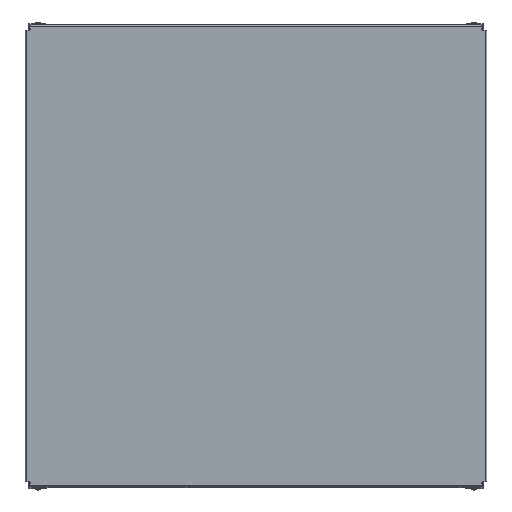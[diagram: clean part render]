
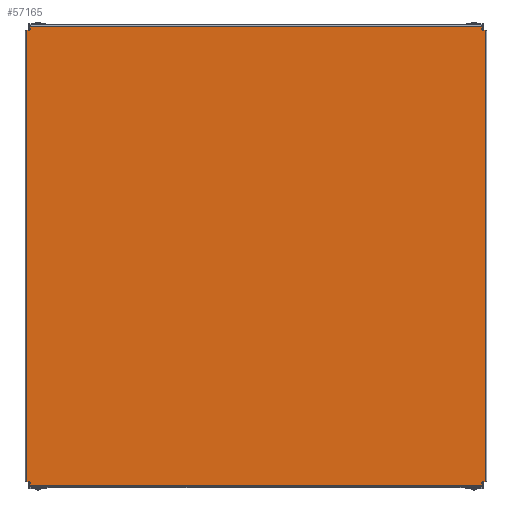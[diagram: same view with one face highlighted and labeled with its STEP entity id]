
A CAD part, top view. The second image highlights one B-rep face of the part: STEP entity #57165.
In plain terms, the highlighted planar face has unit normal (0, 0, 1).
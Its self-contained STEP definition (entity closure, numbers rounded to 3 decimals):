
#232 = VECTOR ( 'NONE', #19542, 39.37 ) ;
#938 = CARTESIAN_POINT ( 'NONE',  ( -12.172, 12.079, 7.472 ) ) ;
#1214 = CARTESIAN_POINT ( 'NONE',  ( 11.951, 11.946, 7.472 ) ) ;
#1248 = PLANE ( 'NONE',  #16487 ) ;
#1274 = DIRECTION ( 'NONE',  ( 0., 0., -1. ) ) ;
#1475 = VECTOR ( 'NONE', #30033, 39.37 ) ;
#1807 = DIRECTION ( 'NONE',  ( 0., -1., 0. ) ) ;
#2491 = EDGE_CURVE ( 'NONE', #51119, #29467, #32956, .T. ) ;
#2959 = EDGE_CURVE ( 'NONE', #19239, #28187, #15160, .T. ) ;
#4571 = EDGE_CURVE ( 'NONE', #54648, #9559, #6565, .T. ) ;
#5445 = DIRECTION ( 'NONE',  ( 1., 0., 0. ) ) ;
#5983 = FACE_OUTER_BOUND ( 'NONE', #56177, .T. ) ;
#6177 = VERTEX_POINT ( 'NONE', #29981 ) ;
#6565 = LINE ( 'NONE', #43540, #232 ) ;
#7308 = VERTEX_POINT ( 'NONE', #34416 ) ;
#8000 = EDGE_CURVE ( 'NONE', #43297, #28187, #17553, .T. ) ;
#8047 = CARTESIAN_POINT ( 'NONE',  ( -11.904, -12.166, 7.472 ) ) ;
#9149 = VECTOR ( 'NONE', #29737, 39.37 ) ;
#9559 = VERTEX_POINT ( 'NONE', #11023 ) ;
#11023 = CARTESIAN_POINT ( 'NONE',  ( -12.086, 11.899, 7.472 ) ) ;
#11400 = CARTESIAN_POINT ( 'NONE',  ( 11.904, 11.946, 7.472 ) ) ;
#11706 = CARTESIAN_POINT ( 'NONE',  ( 11.904, -12.08, 7.472 ) ) ;
#11884 = DIRECTION ( 'NONE',  ( 0., 0., -1. ) ) ;
#12496 = EDGE_CURVE ( 'NONE', #7308, #18509, #12829, .T. ) ;
#12593 = CIRCLE ( 'NONE', #15627, 0.047 ) ;
#12829 = LINE ( 'NONE', #22011, #32565 ) ;
#13104 = DIRECTION ( 'NONE',  ( 0., -1., 0. ) ) ;
#15160 = LINE ( 'NONE', #938, #59279 ) ;
#15627 = AXIS2_PLACEMENT_3D ( 'NONE', #26890, #51530, #18034 ) ;
#16437 = LINE ( 'NONE', #24973, #16618 ) ;
#16487 = AXIS2_PLACEMENT_3D ( 'NONE', #55259, #25254, #21141 ) ;
#16493 = VECTOR ( 'NONE', #5445, 39.37 ) ;
#16618 = VECTOR ( 'NONE', #40128, 39.37 ) ;
#17553 = LINE ( 'NONE', #36830, #22190 ) ;
#17616 = CARTESIAN_POINT ( 'NONE',  ( 12.086, -11.9, 7.472 ) ) ;
#18034 = DIRECTION ( 'NONE',  ( -1., 0., 0. ) ) ;
#18204 = ORIENTED_EDGE ( 'NONE', *, *, #35255, .T. ) ;
#18428 = CIRCLE ( 'NONE', #61979, 0.047 ) ;
#18509 = VERTEX_POINT ( 'NONE', #17616 ) ;
#18969 = ORIENTED_EDGE ( 'NONE', *, *, #8000, .T. ) ;
#19239 = VERTEX_POINT ( 'NONE', #27173 ) ;
#19542 = DIRECTION ( 'NONE',  ( -1., 0., 0. ) ) ;
#20135 = CARTESIAN_POINT ( 'NONE',  ( 11.951, 11.899, 7.472 ) ) ;
#20732 = ORIENTED_EDGE ( 'NONE', *, *, #56085, .T. ) ;
#20798 = CARTESIAN_POINT ( 'NONE',  ( 12.172, 11.899, 7.472 ) ) ;
#20855 = DIRECTION ( 'NONE',  ( -1., 0., 0. ) ) ;
#21141 = DIRECTION ( 'NONE',  ( -1., 0., 0. ) ) ;
#21487 = CARTESIAN_POINT ( 'NONE',  ( -11.904, 12.165, 7.472 ) ) ;
#22011 = CARTESIAN_POINT ( 'NONE',  ( 12.086, 12.079, 7.472 ) ) ;
#22190 = VECTOR ( 'NONE', #32088, 39.37 ) ;
#23501 = VERTEX_POINT ( 'NONE', #60794 ) ;
#24376 = CARTESIAN_POINT ( 'NONE',  ( -12.086, 12.079, 7.472 ) ) ;
#24857 = AXIS2_PLACEMENT_3D ( 'NONE', #1214, #59356, #43563 ) ;
#24973 = CARTESIAN_POINT ( 'NONE',  ( -12.172, -11.9, 7.472 ) ) ;
#25254 = DIRECTION ( 'NONE',  ( 0., 0., -1. ) ) ;
#26890 = CARTESIAN_POINT ( 'NONE',  ( -11.951, 11.946, 7.472 ) ) ;
#26895 = EDGE_CURVE ( 'NONE', #51119, #23501, #34463, .T. ) ;
#27173 = CARTESIAN_POINT ( 'NONE',  ( -11.904, 12.079, 7.472 ) ) ;
#28187 = VERTEX_POINT ( 'NONE', #33231 ) ;
#28222 = CARTESIAN_POINT ( 'NONE',  ( -12.172, -12.08, 7.472 ) ) ;
#28375 = EDGE_CURVE ( 'NONE', #6177, #9559, #29112, .T. ) ;
#28436 = ORIENTED_EDGE ( 'NONE', *, *, #60690, .T. ) ;
#29112 = LINE ( 'NONE', #24376, #55727 ) ;
#29467 = VERTEX_POINT ( 'NONE', #53564 ) ;
#29737 = DIRECTION ( 'NONE',  ( 0., 1., 0. ) ) ;
#29981 = CARTESIAN_POINT ( 'NONE',  ( -12.086, -11.9, 7.472 ) ) ;
#30033 = DIRECTION ( 'NONE',  ( 0., -1., 0. ) ) ;
#31274 = LINE ( 'NONE', #21487, #1475 ) ;
#32088 = DIRECTION ( 'NONE',  ( 0., 1., 0. ) ) ;
#32565 = VECTOR ( 'NONE', #1807, 39.37 ) ;
#32956 = LINE ( 'NONE', #28222, #54308 ) ;
#33231 = CARTESIAN_POINT ( 'NONE',  ( 11.904, 12.079, 7.472 ) ) ;
#34348 = VERTEX_POINT ( 'NONE', #38437 ) ;
#34416 = CARTESIAN_POINT ( 'NONE',  ( 12.086, 11.899, 7.472 ) ) ;
#34463 = LINE ( 'NONE', #59119, #9149 ) ;
#35202 = ORIENTED_EDGE ( 'NONE', *, *, #40360, .T. ) ;
#35255 = EDGE_CURVE ( 'NONE', #7308, #48677, #40380, .T. ) ;
#35781 = CIRCLE ( 'NONE', #52924, 0.047 ) ;
#36648 = ORIENTED_EDGE ( 'NONE', *, *, #55538, .T. ) ;
#36830 = CARTESIAN_POINT ( 'NONE',  ( 11.904, 12.165, 7.472 ) ) ;
#38001 = CARTESIAN_POINT ( 'NONE',  ( -12.172, -11.9, 7.472 ) ) ;
#38311 = LINE ( 'NONE', #38001, #16493 ) ;
#38437 = CARTESIAN_POINT ( 'NONE',  ( 11.951, -11.9, 7.472 ) ) ;
#40092 = ORIENTED_EDGE ( 'NONE', *, *, #28375, .F. ) ;
#40128 = DIRECTION ( 'NONE',  ( 1., 0., 0. ) ) ;
#40358 = EDGE_CURVE ( 'NONE', #23501, #34348, #35781, .T. ) ;
#40360 = EDGE_CURVE ( 'NONE', #6177, #58411, #16437, .T. ) ;
#40380 = LINE ( 'NONE', #20798, #58578 ) ;
#41246 = ORIENTED_EDGE ( 'NONE', *, *, #59903, .T. ) ;
#41863 = VERTEX_POINT ( 'NONE', #53357 ) ;
#42917 = CARTESIAN_POINT ( 'NONE',  ( -11.951, -11.9, 7.472 ) ) ;
#43272 = ORIENTED_EDGE ( 'NONE', *, *, #26895, .T. ) ;
#43297 = VERTEX_POINT ( 'NONE', #11400 ) ;
#43540 = CARTESIAN_POINT ( 'NONE',  ( 12.172, 11.899, 7.472 ) ) ;
#43563 = DIRECTION ( 'NONE',  ( -1., 0., 0. ) ) ;
#43646 = DIRECTION ( 'NONE',  ( 0., 1., 0. ) ) ;
#43987 = ORIENTED_EDGE ( 'NONE', *, *, #44672, .T. ) ;
#44589 = CARTESIAN_POINT ( 'NONE',  ( -11.904, -11.946, 7.472 ) ) ;
#44672 = EDGE_CURVE ( 'NONE', #19239, #41863, #31274, .T. ) ;
#47476 = DIRECTION ( 'NONE',  ( -1., 0., 0. ) ) ;
#47517 = LINE ( 'NONE', #8047, #53233 ) ;
#47593 = ORIENTED_EDGE ( 'NONE', *, *, #2959, .F. ) ;
#47922 = ORIENTED_EDGE ( 'NONE', *, *, #2491, .F. ) ;
#48677 = VERTEX_POINT ( 'NONE', #20135 ) ;
#48958 = DIRECTION ( 'NONE',  ( 1., 0., 0. ) ) ;
#50411 = ORIENTED_EDGE ( 'NONE', *, *, #12496, .F. ) ;
#50984 = ORIENTED_EDGE ( 'NONE', *, *, #58109, .T. ) ;
#51119 = VERTEX_POINT ( 'NONE', #11706 ) ;
#51530 = DIRECTION ( 'NONE',  ( 0., 0., -1. ) ) ;
#52924 = AXIS2_PLACEMENT_3D ( 'NONE', #59733, #1274, #20855 ) ;
#53233 = VECTOR ( 'NONE', #13104, 39.37 ) ;
#53357 = CARTESIAN_POINT ( 'NONE',  ( -11.904, 11.946, 7.472 ) ) ;
#53564 = CARTESIAN_POINT ( 'NONE',  ( -11.904, -12.08, 7.472 ) ) ;
#54308 = VECTOR ( 'NONE', #47476, 39.37 ) ;
#54648 = VERTEX_POINT ( 'NONE', #61492 ) ;
#54876 = DIRECTION ( 'NONE',  ( -1., 0., 0. ) ) ;
#55259 = CARTESIAN_POINT ( 'NONE',  ( -12.172, 12.079, 7.472 ) ) ;
#55538 = EDGE_CURVE ( 'NONE', #34348, #18509, #38311, .T. ) ;
#55704 = VERTEX_POINT ( 'NONE', #44589 ) ;
#55727 = VECTOR ( 'NONE', #43646, 39.37 ) ;
#56085 = EDGE_CURVE ( 'NONE', #58411, #55704, #18428, .T. ) ;
#56161 = CIRCLE ( 'NONE', #24857, 0.047 ) ;
#56177 = EDGE_LOOP ( 'NONE', ( #57551, #36648, #50411, #18204, #41246, #18969, #47593, #43987, #50984, #61324, #40092, #35202, #20732, #28436, #47922, #43272 ) ) ;
#57165 = ADVANCED_FACE ( 'NONE', ( #5983 ), #1248, .F. ) ;
#57551 = ORIENTED_EDGE ( 'NONE', *, *, #40358, .T. ) ;
#58109 = EDGE_CURVE ( 'NONE', #41863, #54648, #12593, .T. ) ;
#58411 = VERTEX_POINT ( 'NONE', #42917 ) ;
#58578 = VECTOR ( 'NONE', #58743, 39.37 ) ;
#58743 = DIRECTION ( 'NONE',  ( -1., 0., 0. ) ) ;
#59119 = CARTESIAN_POINT ( 'NONE',  ( 11.904, -12.166, 7.472 ) ) ;
#59279 = VECTOR ( 'NONE', #48958, 39.37 ) ;
#59356 = DIRECTION ( 'NONE',  ( 0., 0., -1. ) ) ;
#59733 = CARTESIAN_POINT ( 'NONE',  ( 11.951, -11.946, 7.472 ) ) ;
#59903 = EDGE_CURVE ( 'NONE', #48677, #43297, #56161, .T. ) ;
#59942 = CARTESIAN_POINT ( 'NONE',  ( -11.951, -11.946, 7.472 ) ) ;
#60690 = EDGE_CURVE ( 'NONE', #55704, #29467, #47517, .T. ) ;
#60794 = CARTESIAN_POINT ( 'NONE',  ( 11.904, -11.946, 7.472 ) ) ;
#61324 = ORIENTED_EDGE ( 'NONE', *, *, #4571, .T. ) ;
#61492 = CARTESIAN_POINT ( 'NONE',  ( -11.951, 11.899, 7.472 ) ) ;
#61979 = AXIS2_PLACEMENT_3D ( 'NONE', #59942, #11884, #54876 ) ;
